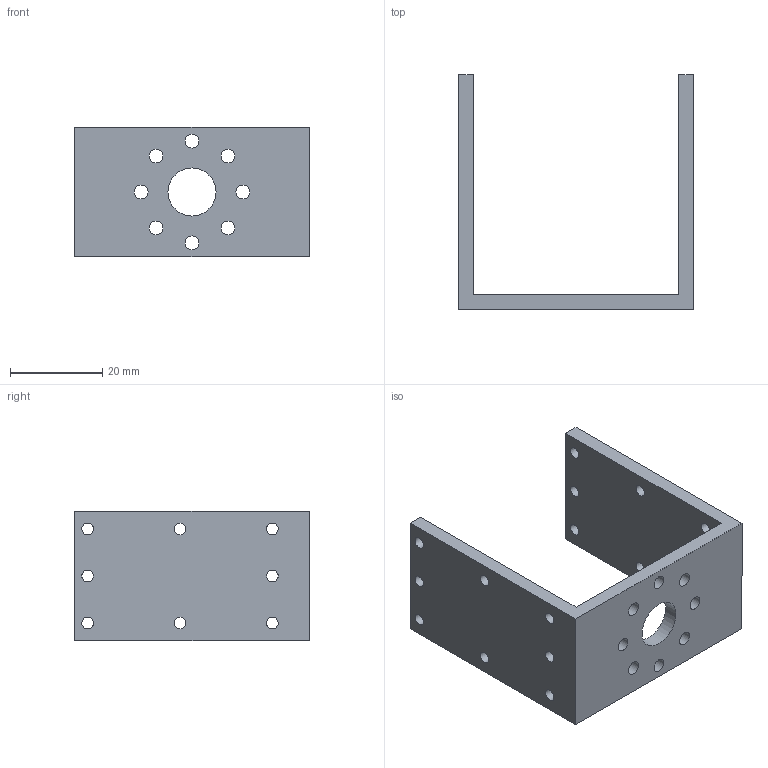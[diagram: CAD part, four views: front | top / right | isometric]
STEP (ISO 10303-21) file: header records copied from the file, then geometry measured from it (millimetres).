
FILE_DESCRIPTION(/* description */ (''),/* implementation_level */ '2;1');
FILE_NAME(/* name */ 'S#5 back - Alu C profile.step',/* time_stamp */ '2019-12-10T20:11:00+00:00',/* author */ (''),/* organization */ (''),/* preprocessor_version */ 'ST-DEVELOPER v18',/* originating_system */ 'Autodesk Translation Framework v8.12.0.6',/* authorisation */ '');
FILE_SCHEMA (('AUTOMOTIVE_DESIGN { 1 0 10303 214 3 1 1 }'));
Length unit declared in the file: millimetre
Products named in the file (1): Alu C Profile  Servo Bracket Back
Bounding box: 50.8 x 50.8 x 28 mm (x, y, z)
Volume: 12273.9 mm3; surface area: 9586.3 mm2
Topology: 1 solids, 1 shells, 35 faces, 111 edges, 78 vertices
Faces by surface type: cylinder 25, plane 10
Full cylindrical faces by diameter (mm): 2.529 x16, 3 x8, 10.4 x1
Entity records: 1416 total; most frequent: DIRECTION 245, CARTESIAN_POINT 225, ORIENTED_EDGE 222, EDGE_CURVE 111, AXIS2_PLACEMENT_3D 98, EDGE_LOOP 85, VERTEX_POINT 78, CIRCLE 62
